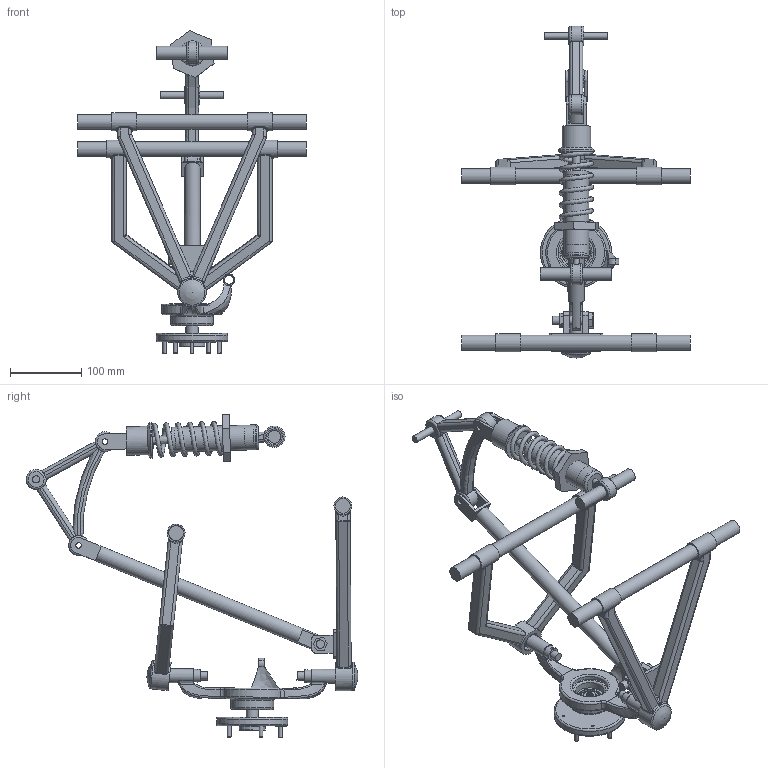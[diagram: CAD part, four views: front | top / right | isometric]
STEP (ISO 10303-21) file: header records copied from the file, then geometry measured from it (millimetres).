
FILE_DESCRIPTION(/* description */ (''),/* implementation_level */ '2;1');
FILE_NAME(/* name */ 'Suspension.step',/* time_stamp */ '2025-07-08T18:03:21+05:30',/* author */ (''),/* organization */ (''),/* preprocessor_version */ 'ST-DEVELOPER v20.1',/* originating_system */ 'Autodesk Translation Framework v14.10.0.0',/* authorisation */ '');
FILE_SCHEMA (('AUTOMOTIVE_DESIGN { 1 0 10303 214 3 1 1 }'));
Length unit declared in the file: millimetre
Products named in the file (28): Final_suspension_; Upper Arm; Lowe Arm; Nut_6.25mm v3; Bolt_6.25 v1; rigid_rods; Component8; Component9; Component12; knuckle v25; Ball Bearing (1); HUB_for_knuckle v6 (1); Base_Knuckle (1); Component40; Ball_Joint v4 (2); Ball_Joint v4 (3); Component27; push_rod_suspension_v1[1] v5; rocker arm; push rod; Component35; Component36; coilover ; Component32; Component33; Component34; Chasis_Rigid (1); Chasis_Rigid
Assembly tree (27 placements, depth 4):
  Final_suspension_
    Upper Arm
    Lowe Arm
    Nut_6.25mm v3
    Bolt_6.25 v1
    rigid_rods
      Component8
      Component9
    Component12
    knuckle v25
      Ball Bearing (1)
      HUB_for_knuckle v6 (1)
      Base_Knuckle (1)
      Component40
      Ball_Joint v4 (2)
      Ball_Joint v4 (3)
    Component27
    push_rod_suspension_v1[1] v5
      rocker arm
      push rod
        Component35
        Component36
      coilover 
        Component32
        Component33
      Component34
    Chasis_Rigid (1)
    Chasis_Rigid
Bounding box: 320 x 464.81 x 452.53 mm (x, y, z)
Volume: 1347413.1 mm3; surface area: 374677 mm2
Topology: 32 solids, 32 shells, 764 faces, 1891 edges, 1200 vertices
Faces by surface type: plane 326, cylinder 246, torus 86, bspline 79, sphere 20, cone 7
Full cylindrical faces by diameter (mm): 3.5 x5, 5.5 x5, 8 x6, 10 x2, 10.274 x1, 11 x2, 11.834 x1, 12 x7, 12.25 x1, 12.5 x2, 17 x2, 18 x4, 20 x2, 21 x6, 22 x1, 25 x4, 25.054 x2, 30 x2, 31.946 x2, 32 x1, 32.378 x2, 33 x2, 33.526 x1, 34.631 x2, 34.85 x1, 36 x1, 40 x5, 50 x2, 60 x1, 100 x1
Entity records: 29216 total; most frequent: CARTESIAN_POINT 10335, DIRECTION 3875, ORIENTED_EDGE 3706, EDGE_CURVE 1853, AXIS2_PLACEMENT_3D 1565, VERTEX_POINT 1202, EDGE_LOOP 909, CIRCLE 783
